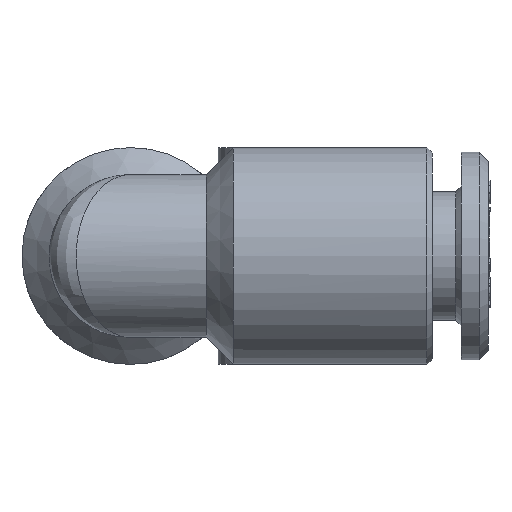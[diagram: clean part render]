
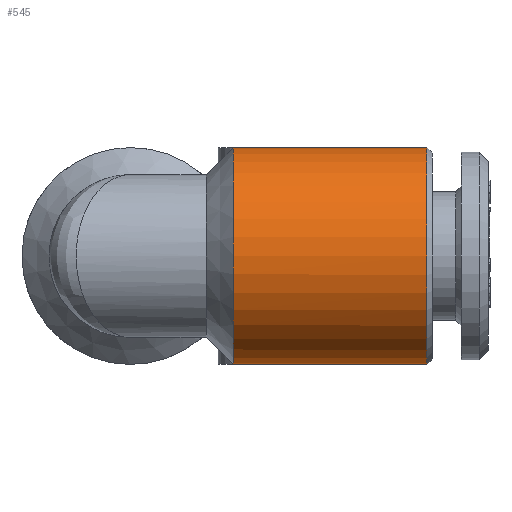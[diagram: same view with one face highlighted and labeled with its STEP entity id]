
A CAD part, left-side view. The second image highlights one B-rep face of the part: STEP entity #545.
In plain terms, the highlighted cylindrical face has radius 6 mm (diameter 12 mm), a full revolution.
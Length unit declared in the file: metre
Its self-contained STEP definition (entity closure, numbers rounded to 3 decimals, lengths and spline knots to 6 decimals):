
#545 = ADVANCED_FACE( 'NONE', ( #1222, #1223 ), #1224, .T. );
#1222 = FACE_OUTER_BOUND( '', #3592, .T. );
#1223 = FACE_OUTER_BOUND( '', #3593, .T. );
#1224 = CYLINDRICAL_SURFACE( '', #3594, 0.006 );
#3592 = EDGE_LOOP( '', ( #6261, #6262, #6263, #6264 ) );
#3593 = EDGE_LOOP( '', ( #6265 ) );
#3594 = AXIS2_PLACEMENT_3D( '', #6266, #6267, #6268 );
#6261 = ORIENTED_EDGE( '', *, *, #7794, .F. );
#6262 = ORIENTED_EDGE( '', *, *, #7795, .F. );
#6263 = ORIENTED_EDGE( '', *, *, #7796, .F. );
#6264 = ORIENTED_EDGE( '', *, *, #7797, .F. );
#6265 = ORIENTED_EDGE( '', *, *, #7798, .T. );
#6266 = CARTESIAN_POINT( '', ( 0., 0.021146, 0. ) );
#6267 = DIRECTION( '', ( 0., -1., 0. ) );
#6268 = DIRECTION( '', ( 0., 0., 1. ) );
#7794 = EDGE_CURVE( 'NONE', #9021, #9022, #9023, .T. );
#7795 = EDGE_CURVE( 'NONE', #9024, #9021, #9025, .T. );
#7796 = EDGE_CURVE( 'NONE', #9026, #9024, #9027, .T. );
#7797 = EDGE_CURVE( 'NONE', #9022, #9026, #9028, .T. );
#7798 = EDGE_CURVE( 'NONE', #9029, #9029, #9030, .T. );
#9021 = VERTEX_POINT( 'NONE', #12658 );
#9022 = VERTEX_POINT( 'NONE', #12659 );
#9023 = CIRCLE( '', #12660, 0.006 );
#9024 = VERTEX_POINT( 'NONE', #12661 );
#9025 = B_SPLINE_CURVE_WITH_KNOTS( '', 3, ( #12662, #12663, #12664, #12665, #12666, #12667, #12668, #12669, #12670, #12671, #12672, #12673, #12674, #12675 ), .UNSPECIFIED., .F., .F., ( 4, 1, 1, 1, 1, 1, 1, 1, 1, 1, 1, 4 ), ( 0., 0.049908, 0.099667, 0.149493, 0.199602, 0.250204, 0.373806, 0.500542, 0.623269, 0.750252, 0.873058, 1. ), .UNSPECIFIED. );
#9026 = VERTEX_POINT( 'NONE', #12676 );
#9027 = B_SPLINE_CURVE_WITH_KNOTS( '', 3, ( #12677, #12678, #12679, #12680, #12681, #12682, #12683, #12684, #12685, #12686, #12687, #12688, #12689, #12690, #12691, #12692, #12693, #12694, #12695, #12696, #12697, #12698, #12699, #12700, #12701 ), .UNSPECIFIED., .F., .F., ( 4, 1, 1, 1, 1, 1, 1, 1, 1, 1, 1, 1, 1, 1, 1, 1, 1, 1, 1, 1, 1, 1, 4 ), ( 0., 0.012528, 0.025025, 0.037537, 0.050108, 0.062785, 0.093855, 0.1256, 0.186185, 0.250745, 0.311747, 0.375639, 0.500166, 0.624579, 0.688458, 0.749469, 0.814006, 0.874595, 0.906264, 0.937285, 0.958323, 0.979158, 1. ), .UNSPECIFIED. );
#9028 = B_SPLINE_CURVE_WITH_KNOTS( '', 3, ( #12702, #12703, #12704, #12705, #12706, #12707, #12708, #12709, #12710, #12711, #12712, #12713, #12714, #12715 ), .UNSPECIFIED., .F., .F., ( 4, 1, 1, 1, 1, 1, 1, 1, 1, 1, 1, 4 ), ( 0., 0.064077, 0.126975, 0.188848, 0.249859, 0.376863, 0.499679, 0.626443, 0.750144, 0.834062, 0.917016, 1. ), .UNSPECIFIED. );
#9029 = VERTEX_POINT( '', #12716 );
#9030 = CIRCLE( '', #12717, 0.006 );
#12658 = CARTESIAN_POINT( '', ( 0.005612, -0.0057, -0.002123 ) );
#12659 = CARTESIAN_POINT( '', ( 0.005612, -0.0057, 0.002123 ) );
#12660 = AXIS2_PLACEMENT_3D( '', #14235, #14236, #14237 );
#12661 = CARTESIAN_POINT( '', ( 0.00485, -0.0076, -0.003532 ) );
#12662 = CARTESIAN_POINT( '', ( 0.00485, -0.0076, -0.003532 ) );
#12663 = CARTESIAN_POINT( '', ( 0.004851, -0.007556, -0.003532 ) );
#12664 = CARTESIAN_POINT( '', ( 0.004852, -0.007468, -0.00353 ) );
#12665 = CARTESIAN_POINT( '', ( 0.004862, -0.007336, -0.003516 ) );
#12666 = CARTESIAN_POINT( '', ( 0.004877, -0.007207, -0.003495 ) );
#12667 = CARTESIAN_POINT( '', ( 0.004899, -0.007079, -0.003464 ) );
#12668 = CARTESIAN_POINT( '', ( 0.004939, -0.006893, -0.003407 ) );
#12669 = CARTESIAN_POINT( '', ( 0.005011, -0.006657, -0.003302 ) );
#12670 = CARTESIAN_POINT( '', ( 0.005122, -0.006398, -0.003128 ) );
#12671 = CARTESIAN_POINT( '', ( 0.005246, -0.006171, -0.002916 ) );
#12672 = CARTESIAN_POINT( '', ( 0.005372, -0.005983, -0.002676 ) );
#12673 = CARTESIAN_POINT( '', ( 0.005498, -0.005823, -0.002411 ) );
#12674 = CARTESIAN_POINT( '', ( 0.005573, -0.005742, -0.00222 ) );
#12675 = CARTESIAN_POINT( '', ( 0.005612, -0.0057, -0.002123 ) );
#12676 = CARTESIAN_POINT( '', ( 0.00485, -0.0076, 0.003532 ) );
#12677 = CARTESIAN_POINT( '', ( 0.00485, -0.0076, 0.003532 ) );
#12678 = CARTESIAN_POINT( '', ( 0.004851, -0.007641, 0.003532 ) );
#12679 = CARTESIAN_POINT( '', ( 0.004852, -0.007722, 0.00353 ) );
#12680 = CARTESIAN_POINT( '', ( 0.00486, -0.007842, 0.003519 ) );
#12681 = CARTESIAN_POINT( '', ( 0.004873, -0.007962, 0.003501 ) );
#12682 = CARTESIAN_POINT( '', ( 0.004891, -0.00808, 0.003475 ) );
#12683 = CARTESIAN_POINT( '', ( 0.004926, -0.008252, 0.003426 ) );
#12684 = CARTESIAN_POINT( '', ( 0.004987, -0.008473, 0.003337 ) );
#12685 = CARTESIAN_POINT( '', ( 0.005115, -0.008798, 0.003141 ) );
#12686 = CARTESIAN_POINT( '', ( 0.005309, -0.009141, 0.002811 ) );
#12687 = CARTESIAN_POINT( '', ( 0.005539, -0.00943, 0.002329 ) );
#12688 = CARTESIAN_POINT( '', ( 0.00574, -0.00963, 0.001782 ) );
#12689 = CARTESIAN_POINT( '', ( 0.005937, -0.009795, 0.001015 ) );
#12690 = CARTESIAN_POINT( '', ( 0.006042, -0.009864, -0.000001 ) );
#12691 = CARTESIAN_POINT( '', ( 0.005937, -0.009794, -0.001017 ) );
#12692 = CARTESIAN_POINT( '', ( 0.005739, -0.009629, -0.001784 ) );
#12693 = CARTESIAN_POINT( '', ( 0.005538, -0.009429, -0.00233 ) );
#12694 = CARTESIAN_POINT( '', ( 0.005309, -0.00914, -0.002813 ) );
#12695 = CARTESIAN_POINT( '', ( 0.005114, -0.008797, -0.003142 ) );
#12696 = CARTESIAN_POINT( '', ( 0.004987, -0.008472, -0.003337 ) );
#12697 = CARTESIAN_POINT( '', ( 0.004919, -0.008227, -0.003436 ) );
#12698 = CARTESIAN_POINT( '', ( 0.004877, -0.008002, -0.003495 ) );
#12699 = CARTESIAN_POINT( '', ( 0.004854, -0.007802, -0.003527 ) );
#12700 = CARTESIAN_POINT( '', ( 0.004851, -0.007667, -0.00353 ) );
#12701 = CARTESIAN_POINT( '', ( 0.00485, -0.0076, -0.003532 ) );
#12702 = CARTESIAN_POINT( '', ( 0.005612, -0.0057, 0.002123 ) );
#12703 = CARTESIAN_POINT( '', ( 0.005593, -0.00572, 0.002172 ) );
#12704 = CARTESIAN_POINT( '', ( 0.005555, -0.005761, 0.00227 ) );
#12705 = CARTESIAN_POINT( '', ( 0.005495, -0.005829, 0.00241 ) );
#12706 = CARTESIAN_POINT( '', ( 0.005435, -0.005904, 0.002544 ) );
#12707 = CARTESIAN_POINT( '', ( 0.005351, -0.006014, 0.002716 ) );
#12708 = CARTESIAN_POINT( '', ( 0.005246, -0.006172, 0.002916 ) );
#12709 = CARTESIAN_POINT( '', ( 0.005122, -0.006398, 0.003128 ) );
#12710 = CARTESIAN_POINT( '', ( 0.005011, -0.006658, 0.003302 ) );
#12711 = CARTESIAN_POINT( '', ( 0.004931, -0.00692, 0.003419 ) );
#12712 = CARTESIAN_POINT( '', ( 0.004882, -0.007163, 0.003488 ) );
#12713 = CARTESIAN_POINT( '', ( 0.004855, -0.00738, 0.003525 ) );
#12714 = CARTESIAN_POINT( '', ( 0.004852, -0.007527, 0.00353 ) );
#12715 = CARTESIAN_POINT( '', ( 0.00485, -0.0076, 0.003532 ) );
#12716 = CARTESIAN_POINT( '', ( 0., -0.0164, 0.006 ) );
#12717 = AXIS2_PLACEMENT_3D( '', #14238, #14239, #14240 );
#14235 = CARTESIAN_POINT( '', ( 0., -0.0057, 0. ) );
#14236 = DIRECTION( '', ( 0., 1., 0. ) );
#14237 = DIRECTION( '', ( 0., 0., 1. ) );
#14238 = CARTESIAN_POINT( '', ( 0., -0.0164, 0. ) );
#14239 = DIRECTION( '', ( 0., 1., 0. ) );
#14240 = DIRECTION( '', ( 0., 0., 1. ) );
